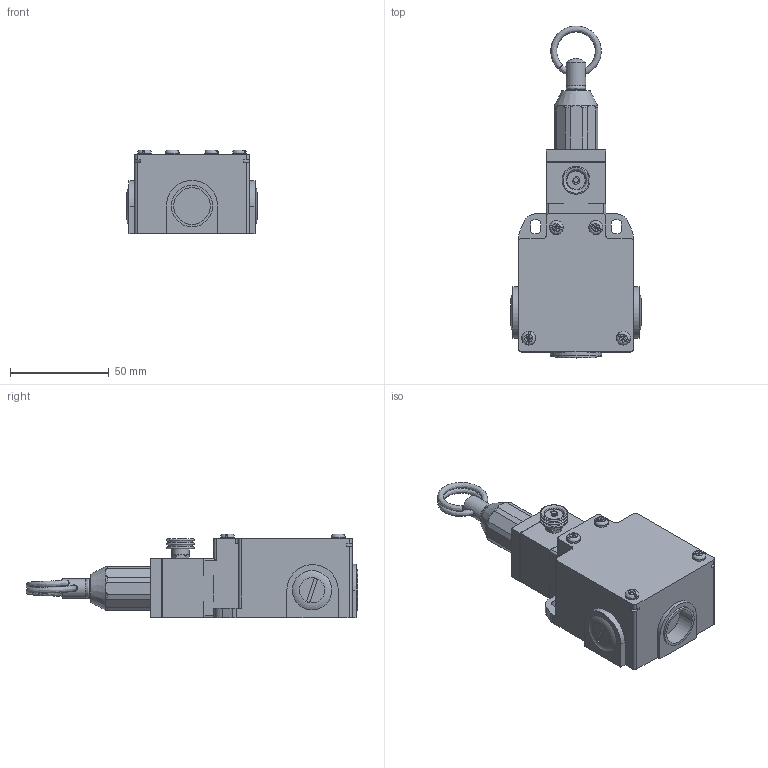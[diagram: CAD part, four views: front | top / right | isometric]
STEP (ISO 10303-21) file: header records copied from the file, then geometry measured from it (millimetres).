
FILE_DESCRIPTION (( 'STEP AP214' ), '1' );
FILE_NAME ('SCM2K9900W02.STEP', '2023-05-09T18:39:09', ( '' ), ( '' ), 'SwSTEP 2.0', 'SolidWorks 2021', '' );
FILE_SCHEMA (( 'AUTOMOTIVE_DESIGN' ));
Length unit declared in the file: inch
Products named in the file (1): SCM2K9900W02
Bounding box: 66 x 168.12 x 42.5 mm (x, y, z)
Volume: 175062.8 mm3; surface area: 39474.9 mm2
Topology: 3 solids, 11 shells, 445 faces, 1164 edges, 773 vertices
Faces by surface type: plane 323, cylinder 68, bspline 35, cone 17, torus 2
Full cylindrical faces by diameter (mm): 2.5 x2, 2.95 x1, 3 x8, 3.2 x4, 4 x1, 4.75 x1, 4.8 x4, 6 x2, 6.3 x1, 6.5 x4, 6.7 x1, 7 x5, 9 x1, 10 x3, 18.5 x1, 19 x2, 21 x1
Entity records: 19900 total; most frequent: CARTESIAN_POINT 9774, ORIENTED_EDGE 2140, DIRECTION 1811, EDGE_CURVE 1070, VERTEX_POINT 744, LINE 687, VECTOR 687, EDGE_LOOP 564
